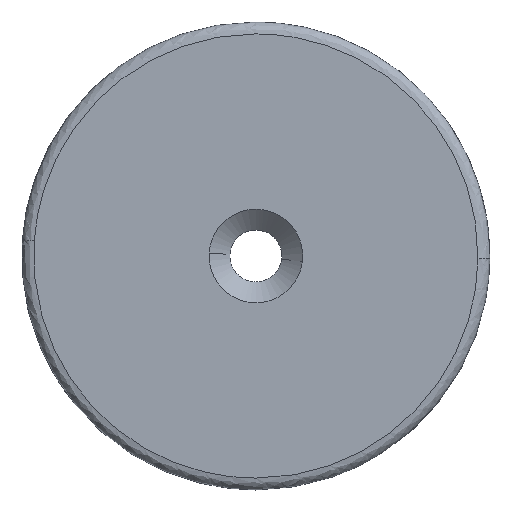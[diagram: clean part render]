
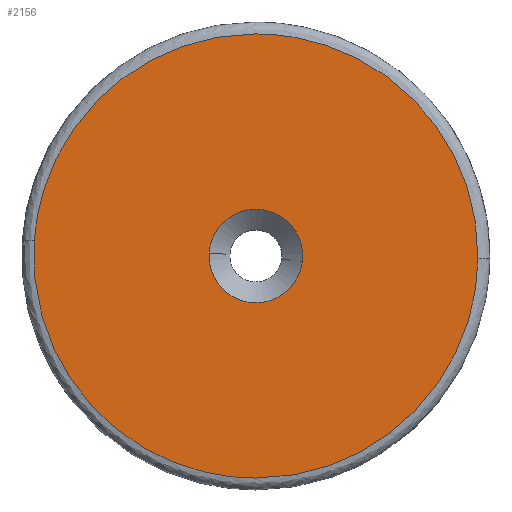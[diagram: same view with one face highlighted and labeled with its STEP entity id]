
A CAD part, front view. The second image highlights one B-rep face of the part: STEP entity #2156.
In plain terms, the highlighted free-form (B-spline) face has degree [1, 1] with [2, 2] control points.
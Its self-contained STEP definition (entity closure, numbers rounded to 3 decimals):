
#1645=CARTESIAN_POINT('',(3.128,-4.3,-0.372));
#1646=VERTEX_POINT('',#1645);
#1652=CARTESIAN_POINT('',(0.0,-4.3,3.15));
#1653=VERTEX_POINT('',#1652);
#1654=CARTESIAN_POINT('',(3.128,-4.3,-0.372));
#1655=CARTESIAN_POINT('',(3.15,-4.3,-0.187));
#1656=CARTESIAN_POINT('',(3.15,-4.3,0.));
#1657=CARTESIAN_POINT('',(3.15,-4.3,3.15));
#1658=CARTESIAN_POINT('',(0.0,-4.3,3.15));
#1666=(BOUNDED_CURVE()B_SPLINE_CURVE(2,(#1654,#1655,#1656,#1657,#1658),.UNSPECIFIED.,.F.,.U.)B_SPLINE_CURVE_WITH_KNOTS((3,2,3),(0.23,0.25,0.5),.UNSPECIFIED.)CURVE()GEOMETRIC_REPRESENTATION_ITEM()RATIONAL_B_SPLINE_CURVE((0.956,0.976,1.0,0.707,1.0))REPRESENTATION_ITEM(''));
#1667=EDGE_CURVE('',#1646,#1653,#1666,.T.);
#1669=CARTESIAN_POINT('',(-3.144,-4.3,0.192));
#1670=VERTEX_POINT('',#1669);
#1671=CARTESIAN_POINT('',(0.0,-4.3,3.15));
#1672=CARTESIAN_POINT('',(-2.963,-4.3,3.15));
#1673=CARTESIAN_POINT('',(-3.144,-4.3,0.192));
#1681=(BOUNDED_CURVE()B_SPLINE_CURVE(2,(#1671,#1672,#1673),.UNSPECIFIED.,.F.,.U.)B_SPLINE_CURVE_WITH_KNOTS((3,3),(0.5,0.739),.UNSPECIFIED.)CURVE()GEOMETRIC_REPRESENTATION_ITEM()RATIONAL_B_SPLINE_CURVE((1.0,0.72,0.976))REPRESENTATION_ITEM(''));
#1682=EDGE_CURVE('',#1653,#1670,#1681,.T.);
#1715=CARTESIAN_POINT('',(0.0,-4.3,-3.15));
#1716=VERTEX_POINT('',#1715);
#1717=CARTESIAN_POINT('',(-3.144,-4.3,0.192));
#1718=CARTESIAN_POINT('',(-3.15,-4.3,0.096));
#1719=CARTESIAN_POINT('',(-3.15,-4.3,0.));
#1720=CARTESIAN_POINT('',(-3.15,-4.3,-3.15));
#1721=CARTESIAN_POINT('',(0.0,-4.3,-3.15));
#1729=(BOUNDED_CURVE()B_SPLINE_CURVE(2,(#1717,#1718,#1719,#1720,#1721),.UNSPECIFIED.,.F.,.U.)B_SPLINE_CURVE_WITH_KNOTS((3,2,3),(0.739,0.75,1.0),.UNSPECIFIED.)CURVE()GEOMETRIC_REPRESENTATION_ITEM()RATIONAL_B_SPLINE_CURVE((0.976,0.988,1.0,0.707,1.0))REPRESENTATION_ITEM(''));
#1730=EDGE_CURVE('',#1670,#1716,#1729,.T.);
#1732=CARTESIAN_POINT('',(0.0,-4.3,-3.15));
#1733=CARTESIAN_POINT('',(2.798,-4.3,-3.15));
#1734=CARTESIAN_POINT('',(3.128,-4.3,-0.372));
#1742=(BOUNDED_CURVE()B_SPLINE_CURVE(2,(#1732,#1733,#1734),.UNSPECIFIED.,.F.,.U.)B_SPLINE_CURVE_WITH_KNOTS((3,3),(0.0,0.23),.UNSPECIFIED.)CURVE()GEOMETRIC_REPRESENTATION_ITEM()RATIONAL_B_SPLINE_CURVE((1.0,0.731,0.956))REPRESENTATION_ITEM(''));
#1743=EDGE_CURVE('',#1716,#1646,#1742,.T.);
#1994=CARTESIAN_POINT('',(-14.914,-4.3,1.043));
#1995=VERTEX_POINT('',#1994);
#1996=CARTESIAN_POINT('',(0.0,-4.3,-14.95));
#1997=VERTEX_POINT('',#1996);
#1998=CARTESIAN_POINT('',(-14.914,-4.3,1.043));
#1999=CARTESIAN_POINT('',(-14.95,-4.3,0.522));
#2000=CARTESIAN_POINT('',(-14.95,-4.3,0.));
#2001=CARTESIAN_POINT('',(-14.95,-4.3,-14.95));
#2002=CARTESIAN_POINT('',(0.0,-4.3,-14.95));
#2010=(BOUNDED_CURVE()B_SPLINE_CURVE(2,(#1998,#1999,#2000,#2001,#2002),.UNSPECIFIED.,.F.,.U.)B_SPLINE_CURVE_WITH_KNOTS((3,2,3),(0.738,0.75,1.0),.UNSPECIFIED.)CURVE()GEOMETRIC_REPRESENTATION_ITEM()RATIONAL_B_SPLINE_CURVE((0.973,0.986,1.0,0.707,1.0))REPRESENTATION_ITEM(''));
#2011=EDGE_CURVE('',#1995,#1997,#2010,.T.);
#2030=CARTESIAN_POINT('',(14.949,-4.3,-0.188));
#2031=VERTEX_POINT('',#2030);
#2045=CARTESIAN_POINT('',(0.0,-4.3,-14.95));
#2046=CARTESIAN_POINT('',(14.763,-4.3,-14.95));
#2047=CARTESIAN_POINT('',(14.949,-4.3,-0.188));
#2055=(BOUNDED_CURVE()B_SPLINE_CURVE(2,(#2045,#2046,#2047),.UNSPECIFIED.,.F.,.U.)B_SPLINE_CURVE_WITH_KNOTS((3,3),(0.0,0.248),.UNSPECIFIED.)CURVE()GEOMETRIC_REPRESENTATION_ITEM()RATIONAL_B_SPLINE_CURVE((1.0,0.71,0.995))REPRESENTATION_ITEM(''));
#2056=EDGE_CURVE('',#1997,#2031,#2055,.T.);
#2084=CARTESIAN_POINT('',(0.0,-4.3,14.95));
#2085=VERTEX_POINT('',#2084);
#2086=CARTESIAN_POINT('',(0.0,-4.3,14.95));
#2087=CARTESIAN_POINT('',(-13.941,-4.3,14.95));
#2088=CARTESIAN_POINT('',(-14.914,-4.3,1.043));
#2096=(BOUNDED_CURVE()B_SPLINE_CURVE(2,(#2086,#2087,#2088),.UNSPECIFIED.,.F.,.U.)B_SPLINE_CURVE_WITH_KNOTS((3,3),(0.5,0.738),.UNSPECIFIED.)CURVE()GEOMETRIC_REPRESENTATION_ITEM()RATIONAL_B_SPLINE_CURVE((1.0,0.721,0.973))REPRESENTATION_ITEM(''));
#2097=EDGE_CURVE('',#2085,#1995,#2096,.T.);
#2099=CARTESIAN_POINT('',(14.949,-4.3,-0.188));
#2100=CARTESIAN_POINT('',(14.95,-4.3,-0.094));
#2101=CARTESIAN_POINT('',(14.95,-4.3,0.));
#2102=CARTESIAN_POINT('',(14.95,-4.3,14.95));
#2103=CARTESIAN_POINT('',(0.0,-4.3,14.95));
#2111=(BOUNDED_CURVE()B_SPLINE_CURVE(2,(#2099,#2100,#2101,#2102,#2103),.UNSPECIFIED.,.F.,.U.)B_SPLINE_CURVE_WITH_KNOTS((3,2,3),(0.248,0.25,0.5),.UNSPECIFIED.)CURVE()GEOMETRIC_REPRESENTATION_ITEM()RATIONAL_B_SPLINE_CURVE((0.995,0.997,1.0,0.707,1.0))REPRESENTATION_ITEM(''));
#2112=EDGE_CURVE('',#2031,#2085,#2111,.T.);
#2139=CARTESIAN_POINT('',(-16.442,-4.3,-16.444));
#2140=CARTESIAN_POINT('',(-16.442,-4.3,16.444));
#2141=CARTESIAN_POINT('',(16.442,-4.3,-16.444));
#2142=CARTESIAN_POINT('',(16.442,-4.3,16.444));
#2143=B_SPLINE_SURFACE_WITH_KNOTS('',1,1,((#2139,#2141),(#2140,#2142)),.UNSPECIFIED.,.F.,.F.,.U.,(2,2),(2,2),(0.0,32.887),(0.0,32.884),.UNSPECIFIED.);
#2144=ORIENTED_EDGE('',*,*,#2056,.T.);
#2145=ORIENTED_EDGE('',*,*,#2112,.T.);
#2146=ORIENTED_EDGE('',*,*,#2097,.T.);
#2147=ORIENTED_EDGE('',*,*,#2011,.T.);
#2148=EDGE_LOOP('',(#2144,#2145,#2146,#2147));
#2149=FACE_OUTER_BOUND('',#2148,.T.);
#2150=ORIENTED_EDGE('',*,*,#1682,.F.);
#2151=ORIENTED_EDGE('',*,*,#1667,.F.);
#2152=ORIENTED_EDGE('',*,*,#1743,.F.);
#2153=ORIENTED_EDGE('',*,*,#1730,.F.);
#2154=EDGE_LOOP('',(#2150,#2151,#2152,#2153));
#2155=FACE_BOUND('',#2154,.T.);
#2156=ADVANCED_FACE('',(#2149,#2155),#2143,.F.);
